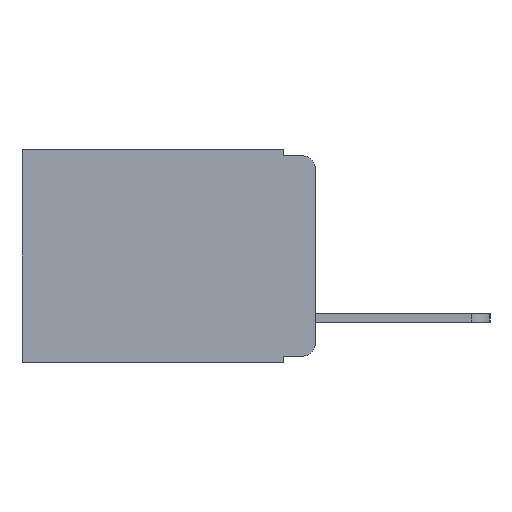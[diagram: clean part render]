
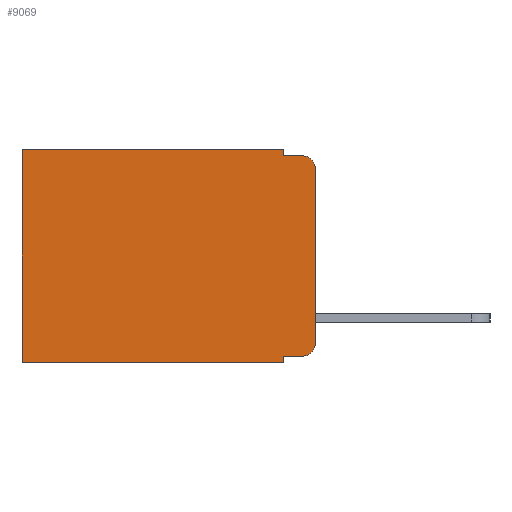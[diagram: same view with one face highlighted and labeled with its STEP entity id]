
A CAD part, left-side view. The second image highlights one B-rep face of the part: STEP entity #9069.
In plain terms, the highlighted planar face has unit normal (-1, 0, 0).
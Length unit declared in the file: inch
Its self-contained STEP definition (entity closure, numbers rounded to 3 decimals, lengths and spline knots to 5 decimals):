
#465 = VERTEX_POINT ( 'NONE', #7233 ) ;
#559 = LINE ( 'NONE', #11061, #9207 ) ;
#615 = CARTESIAN_POINT ( 'NONE',  ( 0.298, 0.02, -0.333 ) ) ;
#734 = CIRCLE ( 'NONE', #10766, 0.02 ) ;
#788 = ORIENTED_EDGE ( 'NONE', *, *, #4445, .F. ) ;
#937 = EDGE_CURVE ( 'NONE', #2164, #7293, #7475, .T. ) ;
#972 = CARTESIAN_POINT ( 'NONE',  ( 0.298, 0., 0. ) ) ;
#983 = DIRECTION ( 'NONE',  ( 0., 1., 0. ) ) ;
#1101 = ORIENTED_EDGE ( 'NONE', *, *, #1632, .T. ) ;
#1325 = CARTESIAN_POINT ( 'NONE',  ( 0.298, 0.02, -0.01 ) ) ;
#1373 = FACE_OUTER_BOUND ( 'NONE', #6344, .T. ) ;
#1401 = LINE ( 'NONE', #3869, #1692 ) ;
#1409 = VERTEX_POINT ( 'NONE', #9645 ) ;
#1528 = EDGE_CURVE ( 'NONE', #2164, #3367, #1401, .T. ) ;
#1557 = CARTESIAN_POINT ( 'NONE',  ( 0.298, 0.473, 0. ) ) ;
#1632 = EDGE_CURVE ( 'NONE', #7012, #1409, #734, .T. ) ;
#1673 = CARTESIAN_POINT ( 'NONE',  ( 0.298, 0.02, -0.313 ) ) ;
#1692 = VECTOR ( 'NONE', #7175, 39.37008 ) ;
#1707 = DIRECTION ( 'NONE',  ( -1., 0., 0. ) ) ;
#1875 = EDGE_CURVE ( 'NONE', #465, #7012, #559, .T. ) ;
#2118 = VERTEX_POINT ( 'NONE', #6677 ) ;
#2120 = DIRECTION ( 'NONE',  ( 0., -1., 0. ) ) ;
#2164 = VERTEX_POINT ( 'NONE', #7667 ) ;
#2287 = EDGE_CURVE ( 'NONE', #4511, #2118, #4859, .T. ) ;
#2448 = VECTOR ( 'NONE', #3343, 39.37008 ) ;
#2615 = CARTESIAN_POINT ( 'NONE',  ( 0.298, 0.473, 0. ) ) ;
#2618 = VECTOR ( 'NONE', #983, 39.37008 ) ;
#2694 = LINE ( 'NONE', #6091, #7039 ) ;
#2941 = DIRECTION ( 'NONE',  ( 0., 0., -1. ) ) ;
#2962 = ORIENTED_EDGE ( 'NONE', *, *, #4794, .F. ) ;
#3274 = CARTESIAN_POINT ( 'NONE',  ( 0.298, 0.051, -0.01 ) ) ;
#3343 = DIRECTION ( 'NONE',  ( 0., 1., 0. ) ) ;
#3367 = VERTEX_POINT ( 'NONE', #6790 ) ;
#3469 = DIRECTION ( 'NONE',  ( 0., 0., -1. ) ) ;
#3869 = CARTESIAN_POINT ( 'NONE',  ( 0.298, 0.051, 0. ) ) ;
#4087 = DIRECTION ( 'NONE',  ( 0., 0., -1. ) ) ;
#4170 = VERTEX_POINT ( 'NONE', #1325 ) ;
#4202 = ORIENTED_EDGE ( 'NONE', *, *, #9912, .T. ) ;
#4302 = DIRECTION ( 'NONE',  ( 0., 0., -1. ) ) ;
#4445 = EDGE_CURVE ( 'NONE', #465, #4511, #2694, .T. ) ;
#4511 = VERTEX_POINT ( 'NONE', #7285 ) ;
#4763 = AXIS2_PLACEMENT_3D ( 'NONE', #7289, #7539, #4087 ) ;
#4794 = EDGE_CURVE ( 'NONE', #3367, #4170, #8695, .T. ) ;
#4859 = LINE ( 'NONE', #7093, #2448 ) ;
#5222 = CIRCLE ( 'NONE', #4763, 0.02 ) ;
#5227 = EDGE_CURVE ( 'NONE', #9729, #1409, #8688, .T. ) ;
#5647 = AXIS2_PLACEMENT_3D ( 'NONE', #5812, #6982, #6973 ) ;
#5812 = CARTESIAN_POINT ( 'NONE',  ( 0.298, 0., 0. ) ) ;
#6091 = CARTESIAN_POINT ( 'NONE',  ( 0.298, 0.051, 0. ) ) ;
#6344 = EDGE_LOOP ( 'NONE', ( #8711, #4202, #2962, #8361, #9855, #6808, #8065, #788, #6427, #1101 ) ) ;
#6357 = CARTESIAN_POINT ( 'NONE',  ( 0.298, 0., -0.03 ) ) ;
#6427 = ORIENTED_EDGE ( 'NONE', *, *, #1875, .T. ) ;
#6677 = CARTESIAN_POINT ( 'NONE',  ( 0.298, 0.473, -0.343 ) ) ;
#6725 = VECTOR ( 'NONE', #3469, 39.37008 ) ;
#6790 = CARTESIAN_POINT ( 'NONE',  ( 0.298, 0.051, -0.01 ) ) ;
#6808 = ORIENTED_EDGE ( 'NONE', *, *, #8601, .T. ) ;
#6973 = DIRECTION ( 'NONE',  ( 0., 0., -1. ) ) ;
#6982 = DIRECTION ( 'NONE',  ( 1., 0., 0. ) ) ;
#7012 = VERTEX_POINT ( 'NONE', #615 ) ;
#7039 = VECTOR ( 'NONE', #2941, 39.37008 ) ;
#7058 = DIRECTION ( 'NONE',  ( 0., -1., 0. ) ) ;
#7093 = CARTESIAN_POINT ( 'NONE',  ( 0.298, 0., -0.343 ) ) ;
#7175 = DIRECTION ( 'NONE',  ( 0., 0., -1. ) ) ;
#7233 = CARTESIAN_POINT ( 'NONE',  ( 0.298, 0.051, -0.333 ) ) ;
#7285 = CARTESIAN_POINT ( 'NONE',  ( 0.298, 0.051, -0.343 ) ) ;
#7289 = CARTESIAN_POINT ( 'NONE',  ( 0.298, 0.02, -0.03 ) ) ;
#7293 = VERTEX_POINT ( 'NONE', #2615 ) ;
#7475 = LINE ( 'NONE', #972, #2618 ) ;
#7539 = DIRECTION ( 'NONE',  ( -1., 0., 0. ) ) ;
#7667 = CARTESIAN_POINT ( 'NONE',  ( 0.298, 0.051, 0. ) ) ;
#8065 = ORIENTED_EDGE ( 'NONE', *, *, #2287, .F. ) ;
#8232 = DIRECTION ( 'NONE',  ( 0., 0., -1. ) ) ;
#8361 = ORIENTED_EDGE ( 'NONE', *, *, #1528, .F. ) ;
#8460 = VECTOR ( 'NONE', #4302, 39.37008 ) ;
#8601 = EDGE_CURVE ( 'NONE', #7293, #2118, #8733, .T. ) ;
#8680 = CARTESIAN_POINT ( 'NONE',  ( 0.298, 0., 0. ) ) ;
#8688 = LINE ( 'NONE', #8680, #8460 ) ;
#8695 = LINE ( 'NONE', #3274, #10739 ) ;
#8711 = ORIENTED_EDGE ( 'NONE', *, *, #5227, .F. ) ;
#8733 = LINE ( 'NONE', #1557, #6725 ) ;
#9069 = ADVANCED_FACE ( 'NONE', ( #1373 ), #9177, .F. ) ;
#9177 = PLANE ( 'NONE',  #5647 ) ;
#9207 = VECTOR ( 'NONE', #2120, 39.37008 ) ;
#9645 = CARTESIAN_POINT ( 'NONE',  ( 0.298, 0., -0.313 ) ) ;
#9729 = VERTEX_POINT ( 'NONE', #6357 ) ;
#9855 = ORIENTED_EDGE ( 'NONE', *, *, #937, .T. ) ;
#9912 = EDGE_CURVE ( 'NONE', #9729, #4170, #5222, .T. ) ;
#10739 = VECTOR ( 'NONE', #7058, 39.37008 ) ;
#10766 = AXIS2_PLACEMENT_3D ( 'NONE', #1673, #1707, #8232 ) ;
#11061 = CARTESIAN_POINT ( 'NONE',  ( 0.298, 0.051, -0.333 ) ) ;
